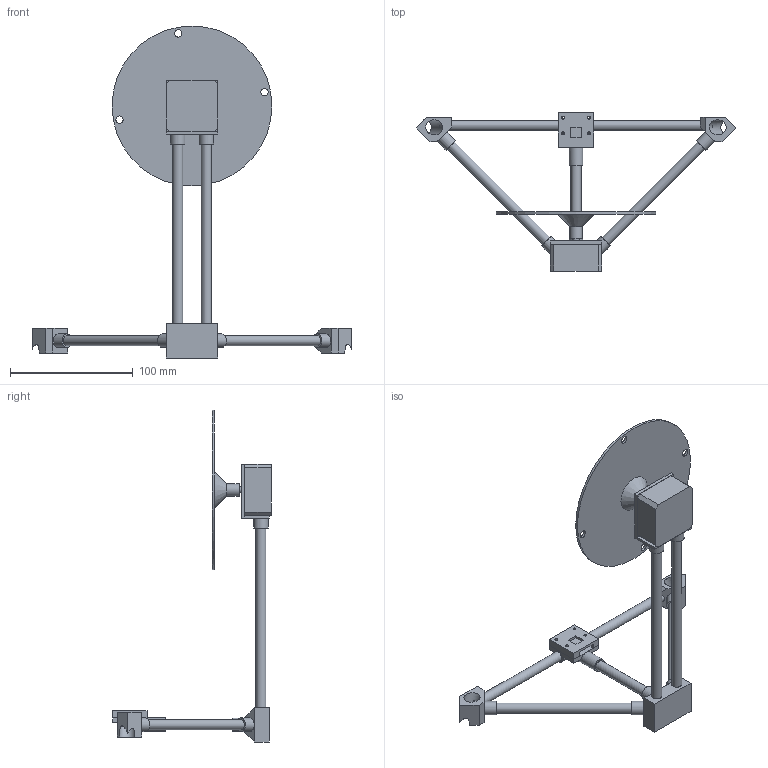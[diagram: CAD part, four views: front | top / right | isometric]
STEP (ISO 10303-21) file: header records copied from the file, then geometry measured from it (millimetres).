
FILE_DESCRIPTION(/* description */ (''),/* implementation_level */ '2;1');
FILE_NAME(/* name */ 'Laser Scanner.step',/* time_stamp */ '2021-01-04T18:40:07+01:00',/* author */ (''),/* organization */ (''),/* preprocessor_version */ 'ST-DEVELOPER v18.1',/* originating_system */ 'Autodesk Translation Framework v9.7.1.1290',/* authorisation */ '');
FILE_SCHEMA (('AUTOMOTIVE_DESIGN { 1 0 10303 214 3 1 1 }'));
Length unit declared in the file: millimetre
Products named in the file (15): Laser Scanner; Nema17 v7; motor mount; detector base; rotating plate; camera mount back; laser mount 1; laser mount 2; camera mount front; rod; rod (1); rod (2); rod (3); rod (4); rod (5)
Assembly tree (14 placements, depth 2):
  Laser Scanner
    Nema17 v7
    motor mount
    detector base
    rotating plate
    camera mount back
    laser mount 1
    laser mount 2
    camera mount front
    rod
    rod (1)
    rod (2)
    rod (3)
    rod (4)
    rod (5)
Bounding box: 260.19 x 129.18 x 270 mm (x, y, z)
Volume: 161049.1 mm3; surface area: 88933.8 mm2
Topology: 14 solids, 14 shells, 176 faces, 368 edges, 243 vertices
Faces by surface type: plane 117, cylinder 58, cone 1
Full cylindrical faces by diameter (mm): 1.8 x4, 2.4 x4, 3 x8, 5 x1, 5.4 x1, 6 x4, 8.2 x19, 10 x1, 11 x6, 11.8 x2, 12.4 x2, 22 x1, 23.1 x1, 130 x1
Entity records: 5296 total; most frequent: DIRECTION 905, CARTESIAN_POINT 858, ORIENTED_EDGE 736, EDGE_CURVE 368, AXIS2_PLACEMENT_3D 334, VERTEX_POINT 243, EDGE_LOOP 241, LINE 237
